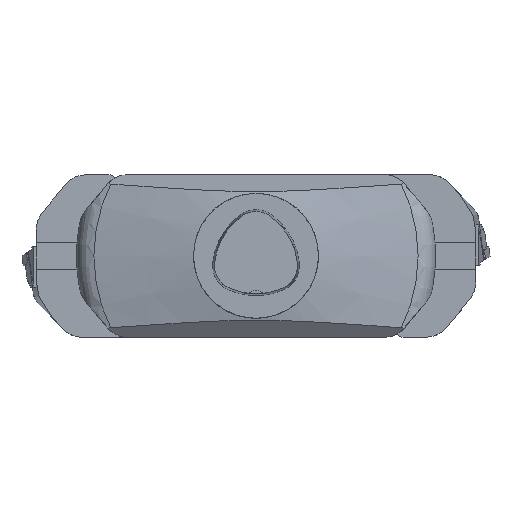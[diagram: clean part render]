
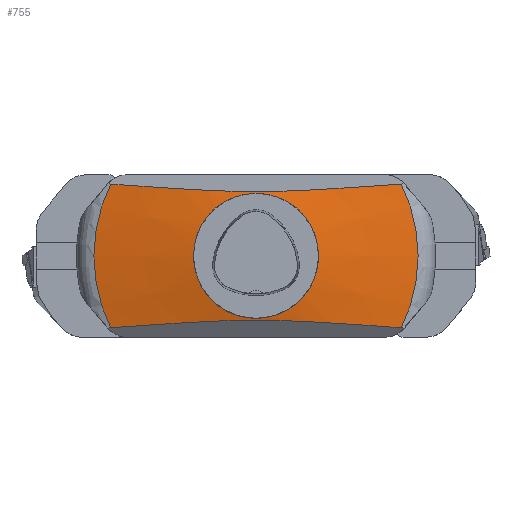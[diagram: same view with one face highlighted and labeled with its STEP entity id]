
A CAD part, top view. The second image highlights one B-rep face of the part: STEP entity #755.
In plain terms, the highlighted conical face has half-angle 78 degrees and reference radius 39.992 mm.
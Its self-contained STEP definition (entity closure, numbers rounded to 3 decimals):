
#450=CONICAL_SURFACE('',#3677,39.993,78.);
#755=ADVANCED_FACE('',(#1573,#1574),#450,.T.);
#955=CIRCLE('',#3672,103.911);
#956=CIRCLE('',#3674,103.911);
#957=CIRCLE('',#3676,39.993);
#1573=FACE_BOUND('',#1632,.T.);
#1574=FACE_BOUND('',#1633,.T.);
#1632=EDGE_LOOP('',(#1993));
#1633=EDGE_LOOP('',(#1994,#1995,#1996,#1997));
#1993=ORIENTED_EDGE('',*,*,#3057,.T.);
#1994=ORIENTED_EDGE('',*,*,#3058,.F.);
#1995=ORIENTED_EDGE('',*,*,#3051,.T.);
#1996=ORIENTED_EDGE('',*,*,#3059,.F.);
#1997=ORIENTED_EDGE('',*,*,#3055,.T.);
#2729=VERTEX_POINT('',#5082);
#2730=VERTEX_POINT('',#5083);
#2731=VERTEX_POINT('',#5097);
#2732=VERTEX_POINT('',#5099);
#2733=VERTEX_POINT('',#5106);
#3051=EDGE_CURVE('',#2729,#2730,#955,.T.);
#3055=EDGE_CURVE('',#2732,#2731,#956,.T.);
#3057=EDGE_CURVE('',#2733,#2733,#957,.T.);
#3058=EDGE_CURVE('',#2729,#2731,#3376,.T.);
#3059=EDGE_CURVE('',#2732,#2730,#3377,.T.);
#3376=B_SPLINE_CURVE_WITH_KNOTS('',3,(#5107,#5108,#5109,#5110,#5111,#5112,
#5113,#5114,#5115,#5116,#5117,#5118),.UNSPECIFIED.,.F.,.F.,(4,2,2,2,2,4),
(0.,0.25,0.5,0.625,0.75,1.),.UNSPECIFIED.);
#3377=B_SPLINE_CURVE_WITH_KNOTS('',3,(#5119,#5120,#5121,#5122,#5123,#5124,
#5125,#5126,#5127,#5128,#5129,#5130),.UNSPECIFIED.,.F.,.F.,(4,2,2,2,2,4),
(0.,0.25,0.5,0.625,0.75,1.),.UNSPECIFIED.);
#3672=AXIS2_PLACEMENT_3D('',#5081,#4126,#4127);
#3674=AXIS2_PLACEMENT_3D('',#5098,#4130,#4131);
#3676=AXIS2_PLACEMENT_3D('',#5105,#4134,#4135);
#3677=AXIS2_PLACEMENT_3D('',#5131,#4136,#4137);
#4126=DIRECTION('',(0.,0.,1.));
#4127=DIRECTION('',(-1.,0.,0.));
#4130=DIRECTION('',(0.,0.,1.));
#4131=DIRECTION('',(-1.,0.,0.));
#4134=DIRECTION('',(0.,0.,-1.));
#4135=DIRECTION('',(-1.,0.,0.));
#4136=DIRECTION('',(0.,0.,-1.));
#4137=DIRECTION('',(-1.,0.,0.));
#5081=CARTESIAN_POINT('',(0.,0.,-43.686));
#5082=CARTESIAN_POINT('',(93.144,-46.062,-43.686));
#5083=CARTESIAN_POINT('',(93.144,46.062,-43.686));
#5097=CARTESIAN_POINT('',(-93.144,-46.062,-43.686));
#5098=CARTESIAN_POINT('',(0.,0.,-43.686));
#5099=CARTESIAN_POINT('',(-93.144,46.062,-43.686));
#5105=CARTESIAN_POINT('',(0.,0.,-30.1));
#5106=CARTESIAN_POINT('',(-39.993,0.,-30.1));
#5107=CARTESIAN_POINT('',(93.144,-46.062,-43.686));
#5108=CARTESIAN_POINT('',(77.801,-44.96,-40.659));
#5109=CARTESIAN_POINT('',(62.448,-43.88,-37.69));
#5110=CARTESIAN_POINT('',(31.61,-42.021,-32.584));
#5111=CARTESIAN_POINT('',(16.134,-41.222,-30.387));
#5112=CARTESIAN_POINT('',(-7.603,-41.207,-30.346));
#5113=CARTESIAN_POINT('',(-15.543,-41.406,-30.892));
#5114=CARTESIAN_POINT('',(-31.206,-42.041,-32.637));
#5115=CARTESIAN_POINT('',(-38.985,-42.467,-33.808));
#5116=CARTESIAN_POINT('',(-62.264,-43.867,-37.654));
#5117=CARTESIAN_POINT('',(-77.709,-44.954,-40.641));
#5118=CARTESIAN_POINT('',(-93.144,-46.062,-43.686));
#5119=CARTESIAN_POINT('',(-93.144,46.062,-43.686));
#5120=CARTESIAN_POINT('',(-77.801,44.96,-40.659));
#5121=CARTESIAN_POINT('',(-62.448,43.88,-37.69));
#5122=CARTESIAN_POINT('',(-31.61,42.021,-32.584));
#5123=CARTESIAN_POINT('',(-16.134,41.222,-30.387));
#5124=CARTESIAN_POINT('',(7.603,41.207,-30.346));
#5125=CARTESIAN_POINT('',(15.543,41.406,-30.892));
#5126=CARTESIAN_POINT('',(31.206,42.041,-32.637));
#5127=CARTESIAN_POINT('',(38.985,42.467,-33.808));
#5128=CARTESIAN_POINT('',(62.264,43.867,-37.654));
#5129=CARTESIAN_POINT('',(77.709,44.954,-40.641));
#5130=CARTESIAN_POINT('',(93.144,46.062,-43.686));
#5131=CARTESIAN_POINT('',(0.,0.,-30.1));
